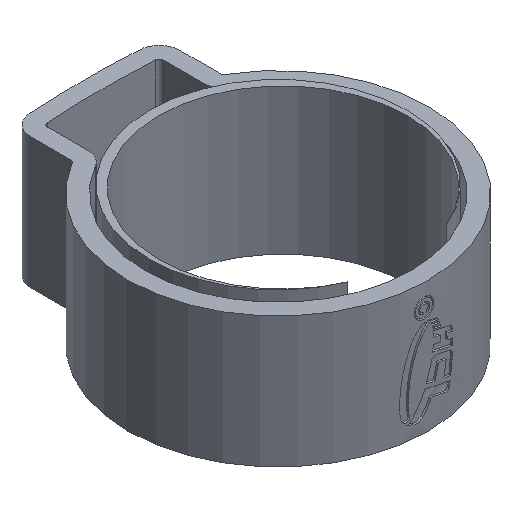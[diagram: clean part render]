
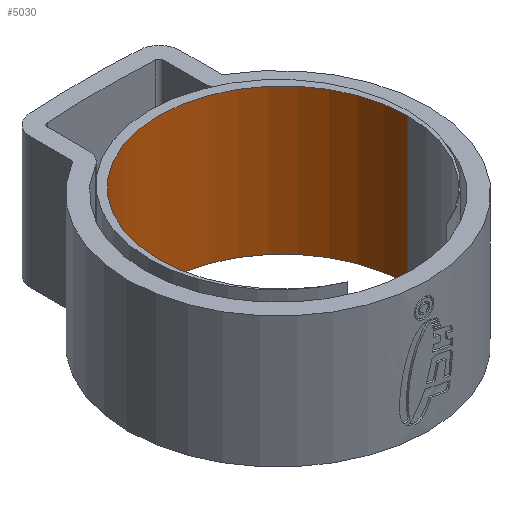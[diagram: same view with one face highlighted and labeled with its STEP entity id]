
A CAD part, isometric view. The second image highlights one B-rep face of the part: STEP entity #5030.
In plain terms, the highlighted cylindrical face has radius 6.66 mm (diameter 13.321 mm), a partial arc.
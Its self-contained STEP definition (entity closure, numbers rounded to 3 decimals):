
#108 = DIRECTION ( 'NONE',  ( 0., 0., -1. ) ) ;
#111 = LINE ( 'NONE', #1897, #3741 ) ;
#180 = CARTESIAN_POINT ( 'NONE',  ( 0., -0.26, 3.9 ) ) ;
#390 = LINE ( 'NONE', #2323, #1920 ) ;
#620 = CARTESIAN_POINT ( 'NONE',  ( -6.66, -0.26, -3.9 ) ) ;
#642 = AXIS2_PLACEMENT_3D ( 'NONE', #1529, #4084, #2022 ) ;
#771 = EDGE_CURVE ( 'NONE', #3798, #2144, #5101, .T. ) ;
#810 = CARTESIAN_POINT ( 'NONE',  ( -6.66, -0.26, 3.9 ) ) ;
#1023 = DIRECTION ( 'NONE',  ( -1., 0., 0. ) ) ;
#1288 = AXIS2_PLACEMENT_3D ( 'NONE', #3846, #108, #5126 ) ;
#1338 = ORIENTED_EDGE ( 'NONE', *, *, #2162, .F. ) ;
#1432 = DIRECTION ( 'NONE',  ( 0., 0., -1. ) ) ;
#1529 = CARTESIAN_POINT ( 'NONE',  ( 0., -0.26, 3.9 ) ) ;
#1608 = VERTEX_POINT ( 'NONE', #620 ) ;
#1641 = CIRCLE ( 'NONE', #1288, 6.66 ) ;
#1717 = ORIENTED_EDGE ( 'NONE', *, *, #2892, .T. ) ;
#1897 = CARTESIAN_POINT ( 'NONE',  ( -6.66, -0.26, 3.9 ) ) ;
#1920 = VECTOR ( 'NONE', #2024, 1000. ) ;
#2022 = DIRECTION ( 'NONE',  ( 1., 0., 0. ) ) ;
#2024 = DIRECTION ( 'NONE',  ( 0., 0., -1. ) ) ;
#2144 = VERTEX_POINT ( 'NONE', #4970 ) ;
#2162 = EDGE_CURVE ( 'NONE', #2144, #4683, #390, .T. ) ;
#2250 = CYLINDRICAL_SURFACE ( 'NONE', #3922, 6.66 ) ;
#2323 = CARTESIAN_POINT ( 'NONE',  ( 6.66, -0.26, 3.9 ) ) ;
#2892 = EDGE_CURVE ( 'NONE', #1608, #4683, #1641, .T. ) ;
#3147 = ORIENTED_EDGE ( 'NONE', *, *, #771, .F. ) ;
#3325 = EDGE_LOOP ( 'NONE', ( #1338, #3147, #5345, #1717 ) ) ;
#3741 = VECTOR ( 'NONE', #5192, 1000. ) ;
#3798 = VERTEX_POINT ( 'NONE', #810 ) ;
#3846 = CARTESIAN_POINT ( 'NONE',  ( 0., -0.26, -3.9 ) ) ;
#3922 = AXIS2_PLACEMENT_3D ( 'NONE', #180, #1432, #1023 ) ;
#4084 = DIRECTION ( 'NONE',  ( 0., 0., -1. ) ) ;
#4312 = EDGE_CURVE ( 'NONE', #3798, #1608, #111, .T. ) ;
#4683 = VERTEX_POINT ( 'NONE', #4712 ) ;
#4712 = CARTESIAN_POINT ( 'NONE',  ( 6.66, -0.26, -3.9 ) ) ;
#4970 = CARTESIAN_POINT ( 'NONE',  ( 6.66, -0.26, 3.9 ) ) ;
#5030 = ADVANCED_FACE ( 'NONE', ( #5173 ), #2250, .F. ) ;
#5101 = CIRCLE ( 'NONE', #642, 6.66 ) ;
#5126 = DIRECTION ( 'NONE',  ( 1., 0., 0. ) ) ;
#5173 = FACE_OUTER_BOUND ( 'NONE', #3325, .T. ) ;
#5192 = DIRECTION ( 'NONE',  ( 0., 0., -1. ) ) ;
#5345 = ORIENTED_EDGE ( 'NONE', *, *, #4312, .T. ) ;
